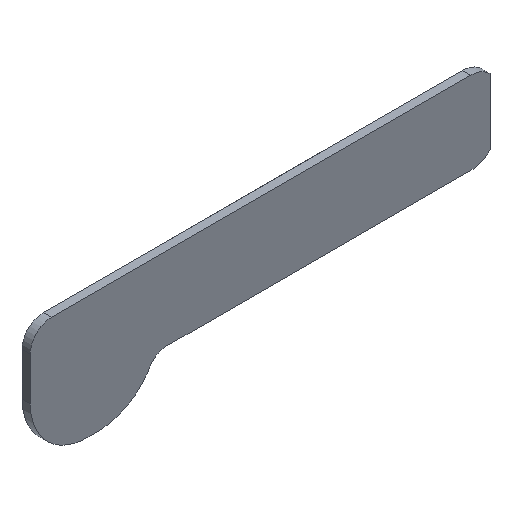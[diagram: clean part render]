
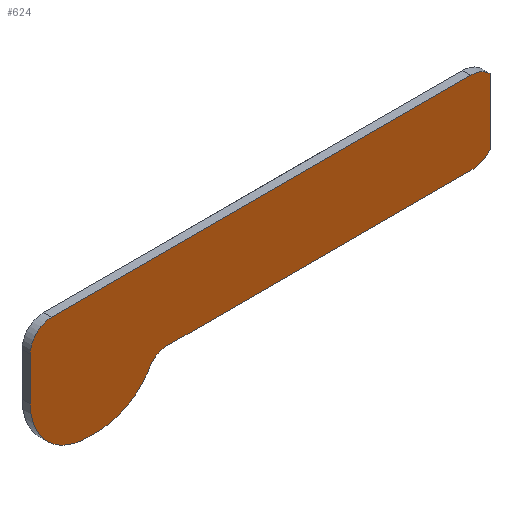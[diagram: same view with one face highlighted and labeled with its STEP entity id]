
A CAD part, isometric view. The second image highlights one B-rep face of the part: STEP entity #624.
In plain terms, the highlighted planar face has unit normal (0, -1, 0).
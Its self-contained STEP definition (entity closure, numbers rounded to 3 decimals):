
#46=B_SPLINE_CURVE_WITH_KNOTS('',3,(#1096,#1097,#1098,#1099,#1100,#1101,
#1102,#1103,#1104,#1105,#1106,#1107,#1108),.UNSPECIFIED.,.F.,.F.,(4,3,3,
3,4),(0.,0.25,0.5,0.75,1.),.UNSPECIFIED.);
#47=B_SPLINE_CURVE_WITH_KNOTS('',3,(#1110,#1111,#1112,#1113),
 .UNSPECIFIED.,.F.,.F.,(4,4),(-11.348,-10.438),
 .UNSPECIFIED.);
#48=B_SPLINE_CURVE_WITH_KNOTS('',3,(#1115,#1116,#1117,#1118,#1119,#1120,
#1121,#1122,#1123,#1124),.UNSPECIFIED.,.F.,.F.,(4,3,3,4),(-0.628,
-0.438,-0.248,0.),.UNSPECIFIED.);
#59=PLANE('',#664);
#85=FACE_OUTER_BOUND('',#118,.T.);
#118=EDGE_LOOP('',(#515,#516,#517,#518,#519,#520,#521,#522,#523,#524,#525));
#157=LINE('',#980,#208);
#166=LINE('',#1090,#217);
#167=LINE('',#1094,#218);
#168=LINE('',#1128,#219);
#208=VECTOR('',#759,10.);
#217=VECTOR('',#776,10.);
#218=VECTOR('',#779,10.);
#219=VECTOR('',#782,10.);
#244=CIRCLE('',#665,3.175);
#245=CIRCLE('',#666,2.588);
#246=CIRCLE('',#667,2.175);
#247=CIRCLE('',#668,3.175);
#287=VERTEX_POINT('',#977);
#288=VERTEX_POINT('',#979);
#296=VERTEX_POINT('',#1087);
#297=VERTEX_POINT('',#1089);
#298=VERTEX_POINT('',#1091);
#299=VERTEX_POINT('',#1093);
#300=VERTEX_POINT('',#1095);
#301=VERTEX_POINT('',#1109);
#302=VERTEX_POINT('',#1114);
#303=VERTEX_POINT('',#1125);
#304=VERTEX_POINT('',#1127);
#362=EDGE_CURVE('',#287,#288,#157,.T.);
#378=EDGE_CURVE('',#287,#296,#244,.T.);
#379=EDGE_CURVE('',#297,#296,#166,.T.);
#380=EDGE_CURVE('',#297,#298,#245,.T.);
#381=EDGE_CURVE('',#299,#298,#167,.T.);
#382=EDGE_CURVE('',#299,#300,#46,.T.);
#383=EDGE_CURVE('',#300,#301,#47,.T.);
#384=EDGE_CURVE('',#301,#302,#48,.T.);
#385=EDGE_CURVE('',#303,#302,#246,.T.);
#386=EDGE_CURVE('',#304,#303,#168,.T.);
#387=EDGE_CURVE('',#304,#288,#247,.T.);
#515=ORIENTED_EDGE('',*,*,#362,.F.);
#516=ORIENTED_EDGE('',*,*,#378,.T.);
#517=ORIENTED_EDGE('',*,*,#379,.F.);
#518=ORIENTED_EDGE('',*,*,#380,.T.);
#519=ORIENTED_EDGE('',*,*,#381,.F.);
#520=ORIENTED_EDGE('',*,*,#382,.T.);
#521=ORIENTED_EDGE('',*,*,#383,.T.);
#522=ORIENTED_EDGE('',*,*,#384,.T.);
#523=ORIENTED_EDGE('',*,*,#385,.F.);
#524=ORIENTED_EDGE('',*,*,#386,.F.);
#525=ORIENTED_EDGE('',*,*,#387,.T.);
#624=ADVANCED_FACE('',(#85),#59,.T.);
#664=AXIS2_PLACEMENT_3D('',#1086,#772,#773);
#665=AXIS2_PLACEMENT_3D('',#1088,#774,#775);
#666=AXIS2_PLACEMENT_3D('',#1092,#777,#778);
#667=AXIS2_PLACEMENT_3D('',#1126,#780,#781);
#668=AXIS2_PLACEMENT_3D('',#1129,#783,#784);
#759=DIRECTION('',(0.,0.,-1.));
#772=DIRECTION('center_axis',(0.,-1.,0.));
#773=DIRECTION('ref_axis',(1.,0.,0.));
#774=DIRECTION('center_axis',(0.,-1.,0.));
#775=DIRECTION('ref_axis',(0.729,0.,0.685));
#776=DIRECTION('',(1.,0.,0.));
#777=DIRECTION('center_axis',(0.,-1.,0.));
#778=DIRECTION('ref_axis',(0.,0.,1.));
#779=DIRECTION('',(0.,0.,1.));
#780=DIRECTION('center_axis',(0.,-1.,0.));
#781=DIRECTION('ref_axis',(0.,0.,1.));
#782=DIRECTION('',(-1.,0.,0.));
#783=DIRECTION('center_axis',(0.,-1.,0.));
#784=DIRECTION('ref_axis',(0.,0.,-1.));
#977=CARTESIAN_POINT('',(49.5,0.,-2.));
#979=CARTESIAN_POINT('',(49.5,0.,-10.));
#980=CARTESIAN_POINT('',(49.5,0.,-2.));
#1086=CARTESIAN_POINT('Origin',(21.625,0.,-8.42));
#1087=CARTESIAN_POINT('',(47.187,0.,-1.));
#1088=CARTESIAN_POINT('Origin',(47.187,0.,-4.175));
#1089=CARTESIAN_POINT('',(-3.662,0.,-1.));
#1090=CARTESIAN_POINT('',(-3.662,0.,-1.));
#1091=CARTESIAN_POINT('',(-6.25,0.,-3.587));
#1092=CARTESIAN_POINT('Origin',(-3.663,0.,-3.587));
#1093=CARTESIAN_POINT('',(-6.25,0.,-8.807));
#1094=CARTESIAN_POINT('',(-6.25,0.,-8.807));
#1095=CARTESIAN_POINT('',(0.24,0.,-15.789));
#1096=CARTESIAN_POINT('Ctrl Pts',(-6.25,0.,-8.807));
#1097=CARTESIAN_POINT('Ctrl Pts',(-6.25,0.,-9.682));
#1098=CARTESIAN_POINT('Ctrl Pts',(-6.085,0.,-10.553));
#1099=CARTESIAN_POINT('Ctrl Pts',(-5.765,0.,-11.368));
#1100=CARTESIAN_POINT('Ctrl Pts',(-5.445,0.,-12.182));
#1101=CARTESIAN_POINT('Ctrl Pts',(-4.973,0.,-12.932));
#1102=CARTESIAN_POINT('Ctrl Pts',(-4.377,0.,-13.573));
#1103=CARTESIAN_POINT('Ctrl Pts',(-3.781,0.,-14.214));
#1104=CARTESIAN_POINT('Ctrl Pts',(-3.067,0.,-14.74));
#1105=CARTESIAN_POINT('Ctrl Pts',(-2.278,0.,-15.118));
#1106=CARTESIAN_POINT('Ctrl Pts',(-1.489,0.,-15.497));
#1107=CARTESIAN_POINT('Ctrl Pts',(-0.633,0.,-15.725));
#1108=CARTESIAN_POINT('Ctrl Pts',(0.24,0.,-15.789));
#1109=CARTESIAN_POINT('',(2.407,0.,-15.786));
#1110=CARTESIAN_POINT('Ctrl Pts',(0.24,0.,-15.789));
#1111=CARTESIAN_POINT('Ctrl Pts',(0.934,0.,-15.839));
#1112=CARTESIAN_POINT('Ctrl Pts',(1.65,0.,-15.835));
#1113=CARTESIAN_POINT('Ctrl Pts',(2.407,0.,-15.786));
#1114=CARTESIAN_POINT('',(8.315,0.,-12.096));
#1115=CARTESIAN_POINT('Ctrl Pts',(2.407,0.,-15.786));
#1116=CARTESIAN_POINT('Ctrl Pts',(3.139,0.,-15.738));
#1117=CARTESIAN_POINT('Ctrl Pts',(3.86,0.,-15.582));
#1118=CARTESIAN_POINT('Ctrl Pts',(4.546,0.,-15.321));
#1119=CARTESIAN_POINT('Ctrl Pts',(5.232,0.,-15.06));
#1120=CARTESIAN_POINT('Ctrl Pts',(5.874,0.,-14.698));
#1121=CARTESIAN_POINT('Ctrl Pts',(6.453,0.,-14.247));
#1122=CARTESIAN_POINT('Ctrl Pts',(7.208,0.,-13.658));
#1123=CARTESIAN_POINT('Ctrl Pts',(7.84,0.,-12.927));
#1124=CARTESIAN_POINT('Ctrl Pts',(8.315,0.,-12.096));
#1125=CARTESIAN_POINT('',(10.203,0.,-11.));
#1126=CARTESIAN_POINT('Origin',(10.203,0.,-13.175));
#1127=CARTESIAN_POINT('',(47.187,0.,-11.));
#1128=CARTESIAN_POINT('',(47.187,0.,-11.));
#1129=CARTESIAN_POINT('Origin',(47.187,0.,-7.825));
